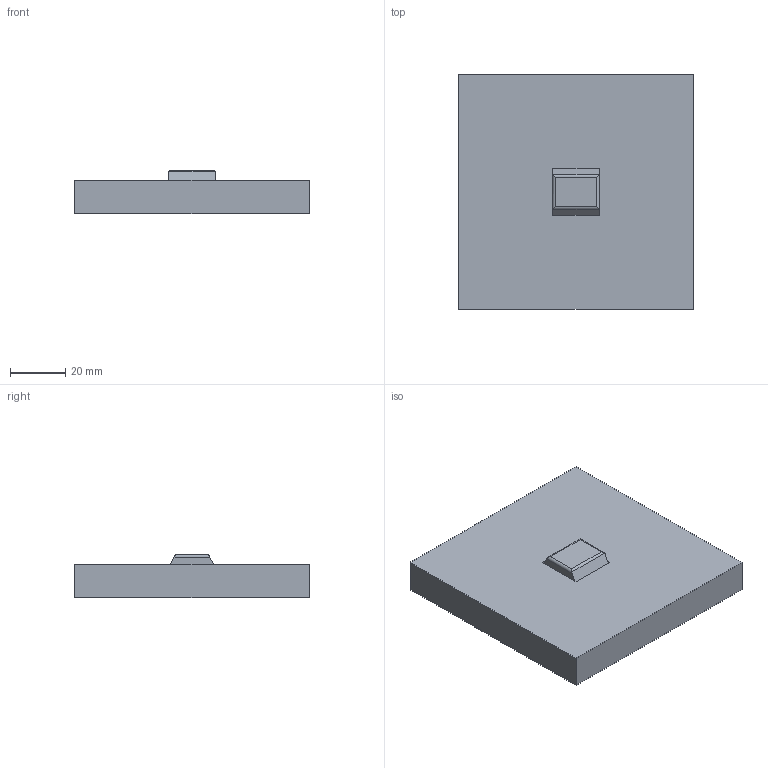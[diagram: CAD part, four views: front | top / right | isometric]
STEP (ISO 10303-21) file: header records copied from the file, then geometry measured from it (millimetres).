
FILE_DESCRIPTION(/* description */ (''),/* implementation_level */ '2;1');
FILE_NAME(/* name */ 'Switches v12.step',/* time_stamp */ '2021-03-22T03:49:07+08:00',/* author */ (''),/* organization */ (''),/* preprocessor_version */ 'ST-DEVELOPER v18.1',/* originating_system */ 'Autodesk Translation Framework v9.10.0.1330',/* authorisation */ '');
FILE_SCHEMA (('AUTOMOTIVE_DESIGN { 1 0 10303 214 3 1 1 }'));
Length unit declared in the file: millimetre
Products named in the file (3): Switches; panel; button
Assembly tree (2 placements, depth 2):
  Switches
    panel
    button
Bounding box: 85 x 85 x 15.63 mm (x, y, z)
Volume: 26550 mm3; surface area: 23424.2 mm2
Topology: 2 solids, 2 shells, 47 faces, 120 edges, 80 vertices
Faces by surface type: plane 31, cylinder 16
Full cylindrical faces by diameter (mm): 3 x4
Entity records: 1539 total; most frequent: DIRECTION 258, CARTESIAN_POINT 253, ORIENTED_EDGE 240, EDGE_CURVE 120, LINE 88, VECTOR 88, AXIS2_PLACEMENT_3D 85, VERTEX_POINT 80
